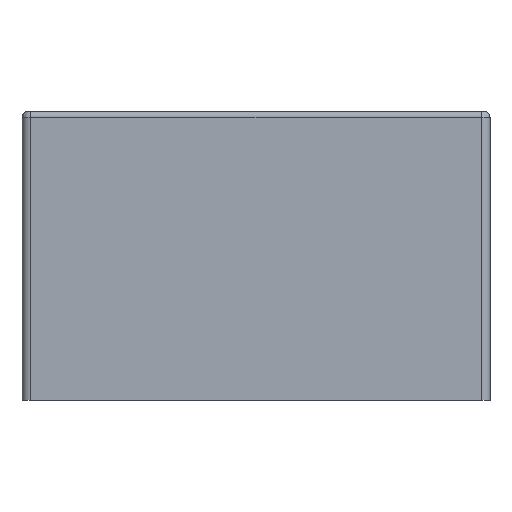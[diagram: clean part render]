
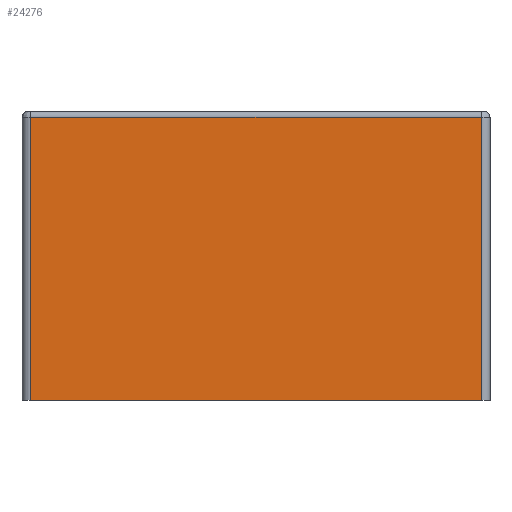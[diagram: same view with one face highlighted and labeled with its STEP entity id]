
A CAD part, left-side view. The second image highlights one B-rep face of the part: STEP entity #24276.
In plain terms, the highlighted planar face has unit normal (-1, 0, 0).
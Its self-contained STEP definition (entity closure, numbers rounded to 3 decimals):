
#1752=DIRECTION('',(0.,-1.,0.));
#1753=VECTOR('',#1752,156.);
#1754=CARTESIAN_POINT('',(-116.,77.,95.5));
#1755=LINE('25655',#1754,#1753);
#1855=DIRECTION('',(0.,0.,-1.));
#1856=VECTOR('',#1855,98.);
#1857=CARTESIAN_POINT('',(-116.,77.,95.5));
#1858=LINE('25684',#1857,#1856);
#1862=DIRECTION('',(0.,0.,1.));
#1863=VECTOR('',#1862,98.);
#1864=CARTESIAN_POINT('',(-116.,-79.,-2.5));
#1865=LINE('25688',#1864,#1863);
#1877=DIRECTION('',(0.,1.,0.));
#1878=VECTOR('',#1877,156.);
#1879=CARTESIAN_POINT('',(-116.,-79.,-2.5));
#1880=LINE('15066',#1879,#1878);
#19410=CARTESIAN_POINT('',(-116.,-79.,-2.5));
#19411=CARTESIAN_POINT('',(-116.,77.,-2.5));
#19412=VERTEX_POINT('',#19410);
#19413=VERTEX_POINT('',#19411);
#22732=CARTESIAN_POINT('',(-116.,77.,95.5));
#22733=VERTEX_POINT('',#22732);
#22736=CARTESIAN_POINT('',(-116.,-79.,95.5));
#22737=VERTEX_POINT('',#22736);
#24263=CARTESIAN_POINT('',(-116.,80.,0.));
#24264=DIRECTION('',(-1.,0.,0.));
#24265=DIRECTION('',(0.,-1.,0.));
#24266=AXIS2_PLACEMENT_3D('',#24263,#24264,#24265);
#24267=PLANE('47',#24266);
#24269=ORIENTED_EDGE('25688',*,*,#24268,.F.);
#24271=ORIENTED_EDGE('15066',*,*,#24270,.T.);
#24272=ORIENTED_EDGE('25684',*,*,#24254,.F.);
#24273=ORIENTED_EDGE('25655',*,*,#24133,.T.);
#24274=EDGE_LOOP('47',(#24269,#24271,#24272,#24273));
#24275=FACE_OUTER_BOUND('47',#24274,.F.);
#24276=ADVANCED_FACE('47',(#24275),#24267,.T.);
#24133=EDGE_CURVE('25655',#22733,#22737,#1755,.T.);
#24254=EDGE_CURVE('25684',#22733,#19413,#1858,.T.);
#24268=EDGE_CURVE('25688',#19412,#22737,#1865,.T.);
#24270=EDGE_CURVE('15066',#19412,#19413,#1880,.T.);
